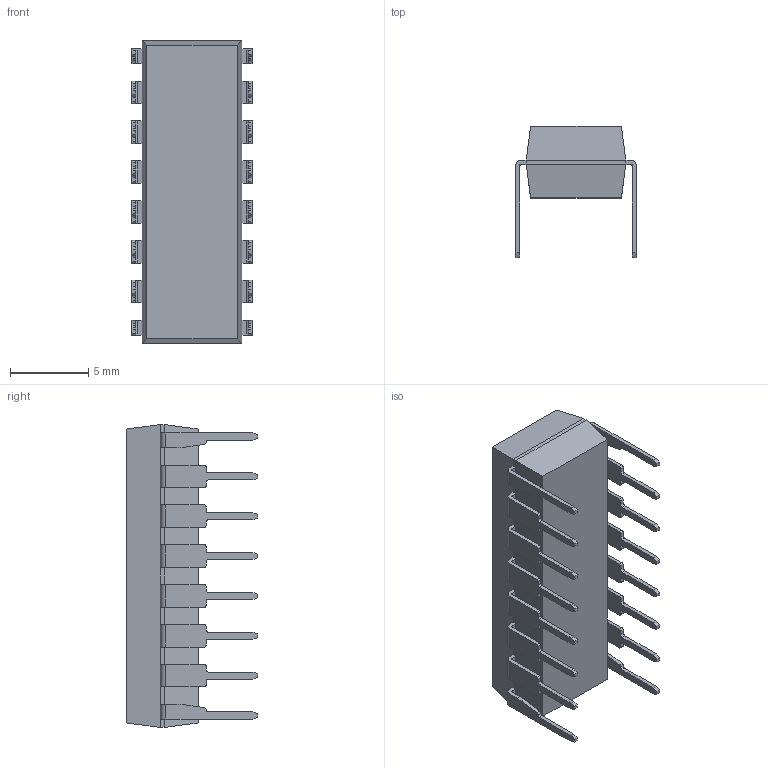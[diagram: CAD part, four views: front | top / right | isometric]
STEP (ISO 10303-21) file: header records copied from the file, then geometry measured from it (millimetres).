
FILE_DESCRIPTION (( 'STEP AP214' ), '1' );
FILE_NAME ('CD74HC237E.STEP', '2022-12-20T20:03:54', ( '' ), ( '' ), 'SwSTEP 2.0', 'SolidWorks 2021', '' );
FILE_SCHEMA (( 'AUTOMOTIVE_DESIGN' ));
Length unit declared in the file: millimetre
Products named in the file (1): CD74HC237E
Bounding box: 7.69 x 8.36 x 19.3 mm (x, y, z)
Volume: 549.2 mm3; surface area: 698.9 mm2
Topology: 18 solids, 18 shells, 337 faces, 892 edges, 592 vertices
Faces by surface type: plane 240, cylinder 97
Entity records: 13564 total; most frequent: CARTESIAN_POINT 1822, ORIENTED_EDGE 1784, DIRECTION 1762, EDGE_CURVE 892, LINE 698, VECTOR 698, VERTEX_POINT 592, AXIS2_PLACEMENT_3D 532
